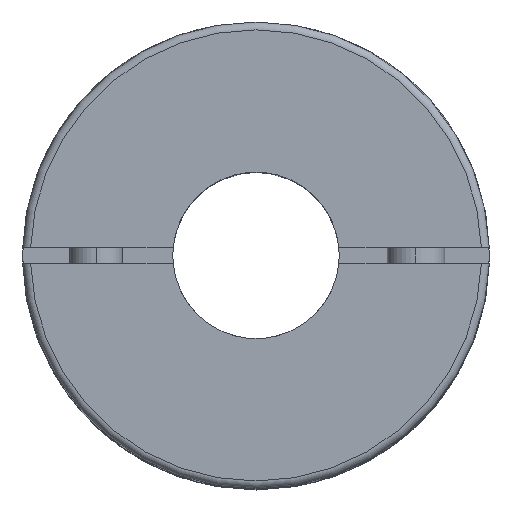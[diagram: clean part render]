
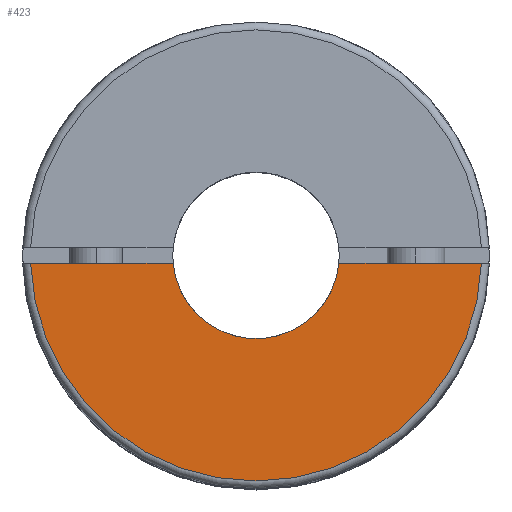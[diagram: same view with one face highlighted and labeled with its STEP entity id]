
A CAD part, top view. The second image highlights one B-rep face of the part: STEP entity #423.
In plain terms, the highlighted planar face has unit normal (0, 0, 1).
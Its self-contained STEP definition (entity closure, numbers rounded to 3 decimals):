
#102 = CARTESIAN_POINT ( 'NONE',  ( 3.161, -0.3, 0. ) ) ;
#253 = ORIENTED_EDGE ( 'NONE', *, *, #1872, .F. ) ;
#328 = ORIENTED_EDGE ( 'NONE', *, *, #3737, .F. ) ;
#423 = ADVANCED_FACE ( 'NONE', ( #2486 ), #3331, .T. ) ;
#452 = EDGE_LOOP ( 'NONE', ( #328, #253, #2192, #4205 ) ) ;
#532 = VERTEX_POINT ( 'NONE', #3254 ) ;
#808 = CARTESIAN_POINT ( 'NONE',  ( 0., 8.6, 0. ) ) ;
#1016 = EDGE_CURVE ( 'NONE', #5154, #3966, #3644, .T. ) ;
#1055 = VECTOR ( 'NONE', #5286, 1000. ) ;
#1147 = EDGE_CURVE ( 'NONE', #5154, #532, #3443, .T. ) ;
#1166 = CARTESIAN_POINT ( 'NONE',  ( -8.9, -0.3, 0. ) ) ;
#1466 = AXIS2_PLACEMENT_3D ( 'NONE', #4763, #5246, #1570 ) ;
#1487 = LINE ( 'NONE', #5168, #1786 ) ;
#1570 = DIRECTION ( 'NONE',  ( -1., 0., 0. ) ) ;
#1786 = VECTOR ( 'NONE', #4736, 1000. ) ;
#1797 = VERTEX_POINT ( 'NONE', #3579 ) ;
#1872 = EDGE_CURVE ( 'NONE', #3966, #1797, #2583, .T. ) ;
#2138 = DIRECTION ( 'NONE',  ( 1., 0., 0. ) ) ;
#2186 = CARTESIAN_POINT ( 'NONE',  ( 0., 0., 0. ) ) ;
#2192 = ORIENTED_EDGE ( 'NONE', *, *, #1016, .F. ) ;
#2486 = FACE_OUTER_BOUND ( 'NONE', #452, .T. ) ;
#2583 = CIRCLE ( 'NONE', #1466, 8.6 ) ;
#2816 = CARTESIAN_POINT ( 'NONE',  ( 8.595, -0.3, 0. ) ) ;
#3254 = CARTESIAN_POINT ( 'NONE',  ( -3.161, -0.3, 0. ) ) ;
#3331 = PLANE ( 'NONE',  #4548 ) ;
#3348 = AXIS2_PLACEMENT_3D ( 'NONE', #2186, #4596, #3820 ) ;
#3443 = CIRCLE ( 'NONE', #3348, 3.175 ) ;
#3579 = CARTESIAN_POINT ( 'NONE',  ( -8.595, -0.3, 0. ) ) ;
#3644 = LINE ( 'NONE', #1166, #1055 ) ;
#3737 = EDGE_CURVE ( 'NONE', #1797, #532, #1487, .T. ) ;
#3820 = DIRECTION ( 'NONE',  ( -1., 0., 0. ) ) ;
#3966 = VERTEX_POINT ( 'NONE', #2816 ) ;
#4205 = ORIENTED_EDGE ( 'NONE', *, *, #1147, .T. ) ;
#4547 = DIRECTION ( 'NONE',  ( 0., 0., 1. ) ) ;
#4548 = AXIS2_PLACEMENT_3D ( 'NONE', #808, #4547, #2138 ) ;
#4596 = DIRECTION ( 'NONE',  ( 0., 0., -1. ) ) ;
#4736 = DIRECTION ( 'NONE',  ( 1., 0., 0. ) ) ;
#4763 = CARTESIAN_POINT ( 'NONE',  ( 0., 0., 0. ) ) ;
#5154 = VERTEX_POINT ( 'NONE', #102 ) ;
#5168 = CARTESIAN_POINT ( 'NONE',  ( -8.9, -0.3, 0. ) ) ;
#5246 = DIRECTION ( 'NONE',  ( 0., 0., -1. ) ) ;
#5286 = DIRECTION ( 'NONE',  ( 1., 0., 0. ) ) ;
